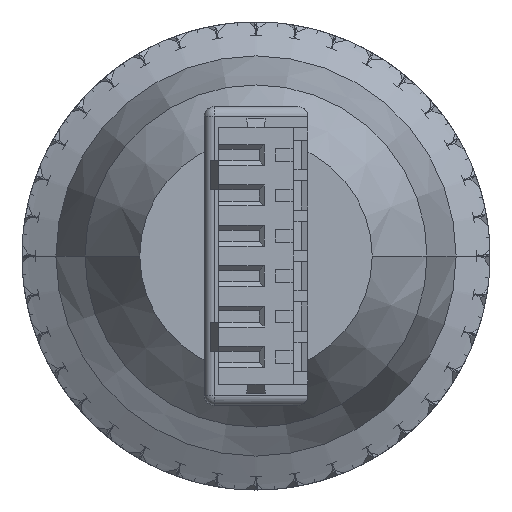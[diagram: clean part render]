
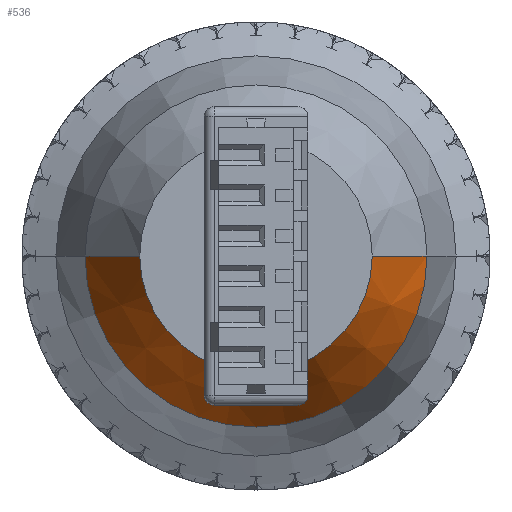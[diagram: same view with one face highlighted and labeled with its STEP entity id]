
A CAD part, left-side view. The second image highlights one B-rep face of the part: STEP entity #536.
In plain terms, the highlighted conical face has half-angle 29.539 degrees and reference radius 4.45 mm.
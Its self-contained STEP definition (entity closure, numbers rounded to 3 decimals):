
#170=CARTESIAN_POINT('',(0.,0.,-27.6));
#171=DIRECTION('',(0.,0.,-1.));
#172=DIRECTION('',(0.,1.,0.));
#173=AXIS2_PLACEMENT_3D('',#170,#171,#172);
#180=CARTESIAN_POINT('',(0.,0.,-30.6));
#181=DIRECTION('',(0.,0.,-1.));
#182=DIRECTION('',(0.,1.,0.));
#183=AXIS2_PLACEMENT_3D('',#180,#181,#182);
#185=DIRECTION('',(0.,0.493,0.87));
#186=VECTOR('',#185,3.448);
#187=CARTESIAN_POINT('',(0.,3.6,-30.6));
#188=LINE('',#187,#186);
#189=DIRECTION('',(0.,-0.493,0.87));
#190=VECTOR('',#189,3.448);
#191=CARTESIAN_POINT('',(0.,-3.6,-30.6));
#192=LINE('',#191,#190);
#202=CARTESIAN_POINT('',(0.,3.6,-30.6));
#203=CARTESIAN_POINT('',(0.,5.3,-27.6));
#204=VERTEX_POINT('',#202);
#205=VERTEX_POINT('',#203);
#224=CARTESIAN_POINT('',(0.,-3.6,-30.6));
#225=CARTESIAN_POINT('',(0.,-5.3,-27.6));
#226=VERTEX_POINT('',#224);
#227=VERTEX_POINT('',#225);
#522=CARTESIAN_POINT('',(0.,0.,-29.1));
#523=DIRECTION('',(0.,0.,1.));
#524=DIRECTION('',(0.,1.,0.));
#525=AXIS2_PLACEMENT_3D('',#522,#523,#524);
#526=CONICAL_SURFACE('',#525,4.45,29.539);
#528=ORIENTED_EDGE('',*,*,#527,.F.);
#530=ORIENTED_EDGE('',*,*,#529,.T.);
#532=ORIENTED_EDGE('',*,*,#531,.T.);
#533=ORIENTED_EDGE('',*,*,#511,.F.);
#534=EDGE_LOOP('',(#528,#530,#532,#533));
#535=FACE_OUTER_BOUND('',#534,.F.);
#536=ADVANCED_FACE('',(#535),#526,.T.);
#174=CIRCLE('',#173,5.3);
#184=CIRCLE('',#183,3.6);
#511=EDGE_CURVE('',#205,#227,#174,.T.);
#527=EDGE_CURVE('',#204,#205,#188,.T.);
#529=EDGE_CURVE('',#204,#226,#184,.T.);
#531=EDGE_CURVE('',#226,#227,#192,.T.);
